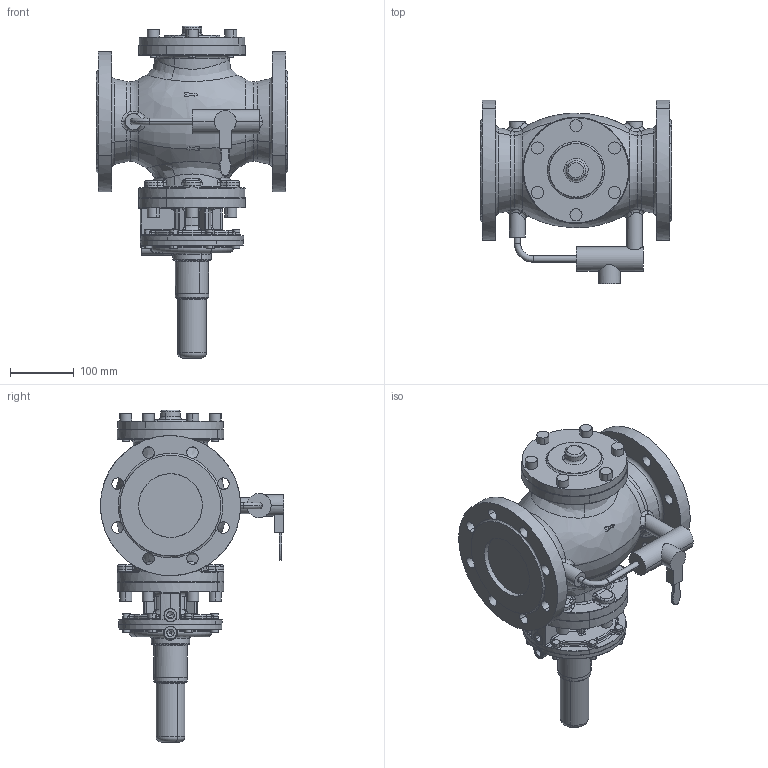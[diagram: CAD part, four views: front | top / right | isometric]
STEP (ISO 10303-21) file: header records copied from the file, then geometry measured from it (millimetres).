
FILE_DESCRIPTION(('CATIA V5 STEP'),'2;1');
FILE_NAME('S 100 DN 100-links.stp','2014-03-28T10:10:30+00:00',('none'),('none'),'CATIA Version 5 Release 19 SP 9 (IN-10)','CATIA V5 STEP AP203 Edition 2','none');
FILE_SCHEMA(('AP203_CONFIGURATION_CONTROLLED_3D_DESIGN_OF_MECHANICAL_PARTS_AND_ASSEMBLIES_MIM_LF { 1 0 10303 403 2 1 2}'));
Products named in the file (1): S100 DN100
Bounding box: 300 x 287.5 x 521 mm (x, y, z)
Volume: 9411941.6 mm3; surface area: 545340.2 mm2
Topology: 1 solids, 24 shells, 1417 faces, 3366 edges, 1957 vertices
Faces by surface type: cylinder 482, bspline 319, torus 276, plane 211, cone 93, sphere 24, revolution 12
Entity records: 62637 total; most frequent: CARTESIAN_POINT 35526, ORIENTED_EDGE 6602, DIRECTION 3560, EDGE_CURVE 3301, AXIS2_PLACEMENT_3D 1976, VERTEX_POINT 1956, EDGE_LOOP 1497, B_SPLINE_CURVE_WITH_KNOTS 1457
